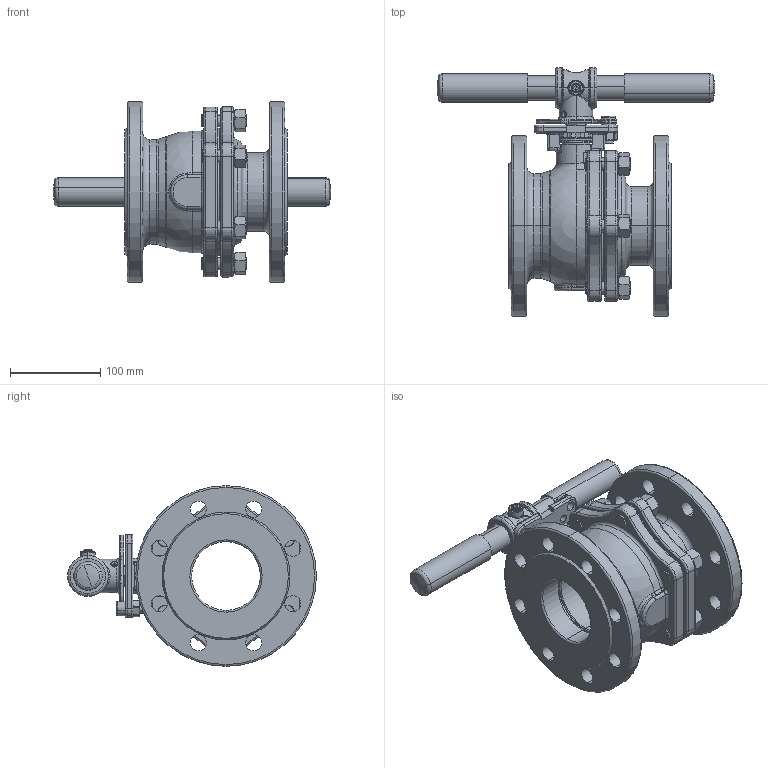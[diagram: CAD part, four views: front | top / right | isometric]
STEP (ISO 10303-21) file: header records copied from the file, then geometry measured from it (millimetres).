
FILE_DESCRIPTION (( 'STEP AP203' ), '1' );
FILE_NAME ('KV-L6K DN80.STEP', '2022-10-15T03:28:49', ( '' ), ( '' ), 'SwSTEP 2.0', 'SolidWorks 2013', '' );
FILE_SCHEMA (( 'CONFIG_CONTROL_DESIGN' ));
Length unit declared in the file: millimetre
Products named in the file (25): 概裝蹟譫-100041236045201; 长颈新型手柄连接块-100141218045203_零件; 詠倛粟え-100008300M55201; 阀盖垫圈-100041206280301_PTFE; M8X12-101106910007; 詩奪忒梟-100041215I85201; 概裝狟沓蹋-100472211285201_PTFE; 概裝沓蹋(奻え)-100041207285201_PTFE; M10X16-101108210001; 概裝沓蹋(狟え)-100041207285203_PTFE; 概裝騵艦え-100041210295201_50%SS+50%PTFE; 詩奪忒梟蝶杶-100041222300301; 概裔-193647202060301; M6X16-101107010019; 阀杆（攻牙）-100141205045208_304; 滅侂菜え-100141213045201; KV-L6K DN80; 9,16-12UNC-100503130011_9,16-12UNC; 概裝沓蹋(笢え)-100041207285202_TFM1600; 公制全螺纹螺柱-A2-70（编码器 007-055-1）_M14X50; M10X20-101107010035; 跡鰍-100041208065201; M10-100503120009; 钢球-100041203060304_零件; 概极-151266201060301
Assembly tree (36 placements, depth 2):
  KV-L6K DN80
    阀杆（攻牙）-100141205045208_304
    滅侂菜え-100141213045201
    长颈新型手柄连接块-100141218045203_零件
    詠倛粟え-100008300M55201  x2
    概裝騵艦え-100041210295201_50%SS+50%PTFE
    詩奪忒梟-100041215I85201
    跡鰍-100041208065201
    概裝狟沓蹋-100472211285201_PTFE
    阀盖垫圈-100041206280301_PTFE
    詩奪忒梟蝶杶-100041222300301  x2
    9,16-12UNC-100503130011_9,16-12UNC  x6
    M10X20-101107010035
    M10-100503120009
    M6X16-101107010019
    M10X16-101108210001
    概裝沓蹋(奻え)-100041207285201_PTFE
    概裝沓蹋(笢え)-100041207285202_TFM1600
    概裝沓蹋(狟え)-100041207285203_PTFE
    概裝蹟譫-100041236045201
    概极-151266201060301
    概裔-193647202060301
    钢球-100041203060304_零件
    M8X12-101106910007
    公制全螺纹螺柱-A2-70（编码器 007-055-1）_M14X50  x6
Bounding box: 307.18 x 275.3 x 200 mm (x, y, z)
Volume: 2299505.6 mm3; surface area: 554045.3 mm2
Topology: 36 solids, 36 shells, 1172 faces, 2781 edges, 1670 vertices
Faces by surface type: cylinder 369, plane 317, cone 229, torus 170, bspline 61, sphere 26
Entity records: 36484 total; most frequent: CARTESIAN_POINT 10447, DIRECTION 5148, ORIENTED_EDGE 4652, EDGE_CURVE 2326, AXIS2_PLACEMENT_3D 2135, VERTEX_POINT 1424, CIRCLE 1188, EDGE_LOOP 1116
